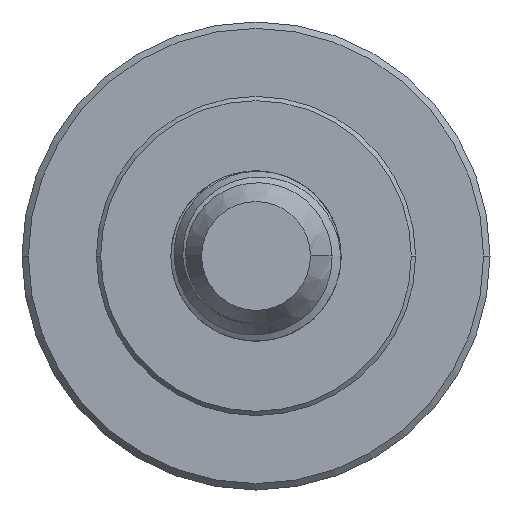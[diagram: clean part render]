
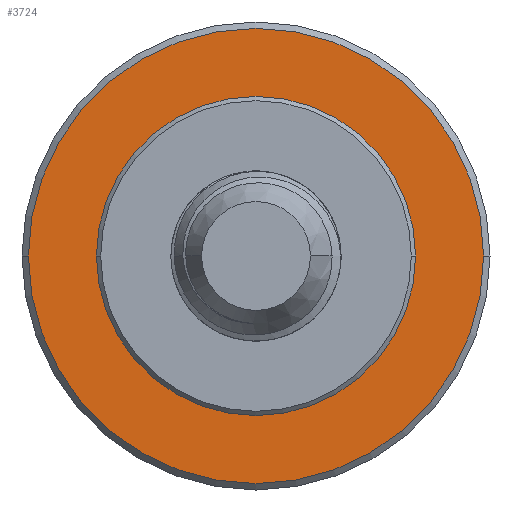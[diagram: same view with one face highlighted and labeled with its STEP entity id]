
A CAD part, front view. The second image highlights one B-rep face of the part: STEP entity #3724.
In plain terms, the highlighted planar face has unit normal (0, -1, 0).
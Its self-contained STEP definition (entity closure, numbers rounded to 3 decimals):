
#1190=CARTESIAN_POINT('',(0.,0.,0.));
#1191=DIRECTION('',(0.,-1.,0.));
#1192=DIRECTION('',(1.,0.,0.));
#1193=AXIS2_PLACEMENT_3D('',#1190,#1191,#1192);
#1198=CARTESIAN_POINT('',(0.,0.,0.));
#1199=DIRECTION('',(0.,-1.,0.));
#1200=DIRECTION('',(-1.,0.,0.));
#1201=AXIS2_PLACEMENT_3D('',#1198,#1199,#1200);
#1206=CARTESIAN_POINT('',(0.,0.,0.));
#1207=DIRECTION('',(0.,1.,0.));
#1208=DIRECTION('',(1.,0.,0.));
#1209=AXIS2_PLACEMENT_3D('',#1206,#1207,#1208);
#1214=CARTESIAN_POINT('',(0.,0.,0.));
#1215=DIRECTION('',(0.,1.,0.));
#1216=DIRECTION('',(-1.,0.,0.));
#1217=AXIS2_PLACEMENT_3D('',#1214,#1215,#1216);
#1840=CARTESIAN_POINT('',(10.7,0.,0.));
#1842=VERTEX_POINT('',#1840);
#1844=CARTESIAN_POINT('',(-10.7,0.,0.));
#1846=VERTEX_POINT('',#1844);
#1853=CARTESIAN_POINT('',(-7.5,0.,0.));
#1855=VERTEX_POINT('',#1853);
#1857=CARTESIAN_POINT('',(7.5,0.,0.));
#1859=VERTEX_POINT('',#1857);
#3709=CARTESIAN_POINT('',(0.,0.,0.));
#3710=DIRECTION('',(0.,1.,0.));
#3711=DIRECTION('',(1.,0.,0.));
#3712=AXIS2_PLACEMENT_3D('',#3709,#3710,#3711);
#3713=PLANE('',#3712);
#3715=ORIENTED_EDGE('',*,*,#3714,.F.);
#3717=ORIENTED_EDGE('',*,*,#3716,.F.);
#3718=EDGE_LOOP('',(#3715,#3717));
#3719=FACE_OUTER_BOUND('',#3718,.F.);
#3720=ORIENTED_EDGE('',*,*,#3689,.F.);
#3721=ORIENTED_EDGE('',*,*,#3703,.F.);
#3722=EDGE_LOOP('',(#3720,#3721));
#3723=FACE_BOUND('',#3722,.F.);
#3724=ADVANCED_FACE('',(#3719,#3723),#3713,.F.);
#1194=CIRCLE('',#1193,10.7);
#1202=CIRCLE('',#1201,10.7);
#1210=CIRCLE('',#1209,7.5);
#1218=CIRCLE('',#1217,7.5);
#3689=EDGE_CURVE('',#1859,#1855,#1210,.T.);
#3703=EDGE_CURVE('',#1855,#1859,#1218,.T.);
#3714=EDGE_CURVE('',#1842,#1846,#1194,.T.);
#3716=EDGE_CURVE('',#1846,#1842,#1202,.T.);
